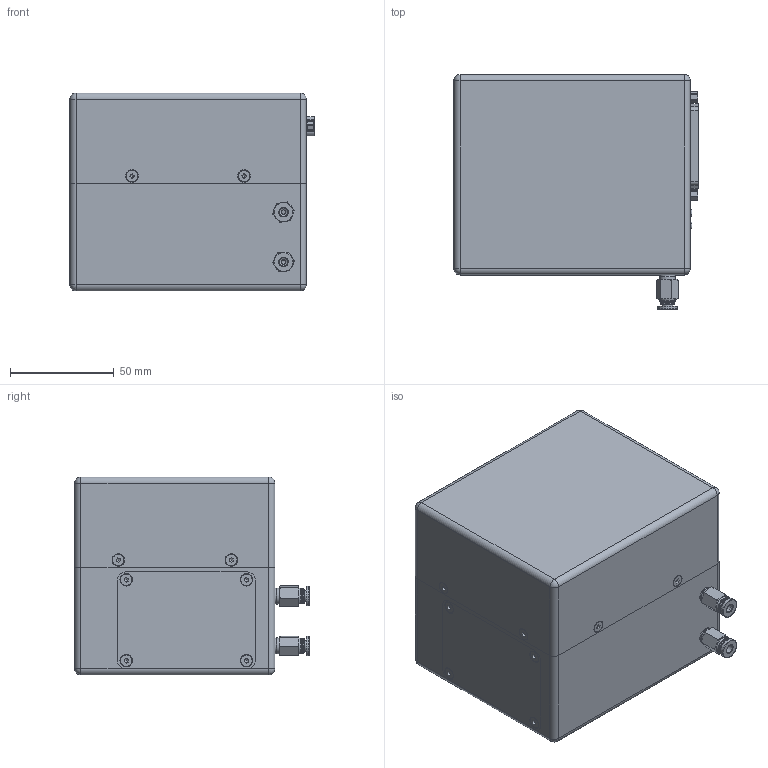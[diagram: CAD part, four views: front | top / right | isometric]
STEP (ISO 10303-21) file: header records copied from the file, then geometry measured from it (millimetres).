
FILE_DESCRIPTION (( 'STEP AP203' ), '1' );
FILE_NAME ('A81阨濮10-K3.STEP', '2022-08-25T05:47:30', ( 'Windows 蚚誧' ), ( '' ), 'SwSTEP 2.0', 'SolidWorks 2017', '' );
FILE_SCHEMA (( 'CONFIG_CONTROL_DESIGN' ));
Length unit declared in the file: millimetre
Products named in the file (1): A81阨濮10-K3
Bounding box: 117.8 x 113.1 x 95.4 mm (x, y, z)
Volume: 359770.1 mm3; surface area: 151582.9 mm2
Topology: 29 solids, 29 shells, 889 faces, 2235 edges, 1430 vertices
Faces by surface type: plane 452, cylinder 284, cone 83, bspline 47, torus 15, sphere 8
Full cylindrical faces by diameter (mm): 0.35 x1, 0.6 x4, 1 x6, 1.2 x1, 1.3 x25, 1.5 x1, 1.6 x4, 2.1 x2, 2.2 x2, 2.5 x12, 2.658 x2, 2.9 x2, 3 x16, 3.05 x2, 3.2 x2, 3.3 x6, 3.352 x2, 3.5 x12, 4 x4, 4.2 x9, 4.999 x2, 5 x6, 5.26 x2, 5.54 x12, 6 x14, 6.9 x4, 7.7 x4, 9.5 x2, 9.8 x1, 14 x1
Entity records: 26388 total; most frequent: CARTESIAN_POINT 6440, DIRECTION 4142, ORIENTED_EDGE 3698, EDGE_CURVE 1849, AXIS2_PLACEMENT_3D 1573, EDGE_LOOP 1336, VERTEX_POINT 1311, FACE_OUTER_BOUND 1073
